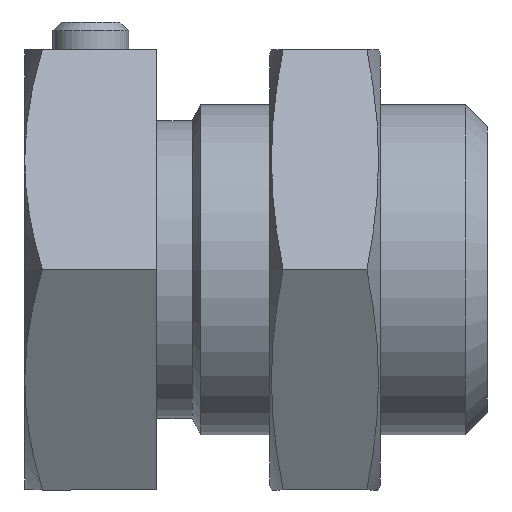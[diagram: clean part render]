
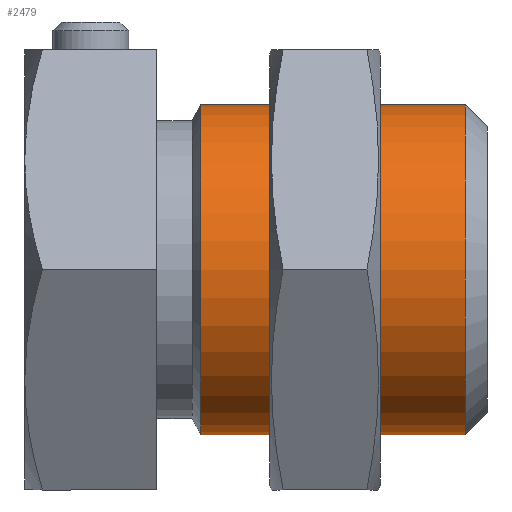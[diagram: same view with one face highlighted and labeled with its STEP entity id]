
A CAD part, left-side view. The second image highlights one B-rep face of the part: STEP entity #2479.
In plain terms, the highlighted cylindrical face has radius 4.763 mm (diameter 9.525 mm), a partial arc.
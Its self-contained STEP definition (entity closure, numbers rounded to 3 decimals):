
#283 = DIRECTION ( 'NONE',  ( 0., 0., 1. ) ) ;
#284 = AXIS2_PLACEMENT_3D ( 'NONE', #293, #294, #283 ) ;
#285 = CIRCLE ( 'NONE', #284, 4.763 ) ;
#293 = CARTESIAN_POINT ( 'NONE',  ( 0., -6.032, 0. ) ) ;
#294 = DIRECTION ( 'NONE',  ( 0., 1., 0. ) ) ;
#405 = CARTESIAN_POINT ( 'NONE',  ( 0., -6.032, 4.763 ) ) ;
#511 = LINE ( 'NONE', #537, #568 ) ;
#520 = DIRECTION ( 'NONE',  ( 0., 1., 0. ) ) ;
#537 = CARTESIAN_POINT ( 'NONE',  ( 0., 6.667, -4.763 ) ) ;
#551 = CARTESIAN_POINT ( 'NONE',  ( 0., 1.588, -4.763 ) ) ;
#568 = VECTOR ( 'NONE', #520, 1000. ) ;
#841 = CARTESIAN_POINT ( 'NONE',  ( 0., 1.588, 0. ) ) ;
#842 = AXIS2_PLACEMENT_3D ( 'NONE', #841, #884, #882 ) ;
#843 = CIRCLE ( 'NONE', #842, 4.763 ) ;
#882 = DIRECTION ( 'NONE',  ( 0., 0., 1. ) ) ;
#884 = DIRECTION ( 'NONE',  ( 0., 1., 0. ) ) ;
#2120 = DIRECTION ( 'NONE',  ( 0., 0., 1. ) ) ;
#2125 = FACE_OUTER_BOUND ( 'NONE', #2535, .T. ) ;
#2163 = DIRECTION ( 'NONE',  ( 0., 1., 0. ) ) ;
#2168 = CARTESIAN_POINT ( 'NONE',  ( 0., 6.667, 0. ) ) ;
#2169 = AXIS2_PLACEMENT_3D ( 'NONE', #2168, #2163, #2120 ) ;
#2172 = CYLINDRICAL_SURFACE ( 'NONE', #2169, 4.763 ) ;
#2251 = CARTESIAN_POINT ( 'NONE',  ( 0., -6.032, -4.763 ) ) ;
#2282 = LINE ( 'NONE', #2289, #2287 ) ;
#2287 = VECTOR ( 'NONE', #2288, 1000. ) ;
#2288 = DIRECTION ( 'NONE',  ( 0., 1., 0. ) ) ;
#2289 = CARTESIAN_POINT ( 'NONE',  ( 0., 6.667, 4.763 ) ) ;
#2294 = CARTESIAN_POINT ( 'NONE',  ( 0., 1.588, 4.763 ) ) ;
#2327 = EDGE_CURVE ( 'NONE', #2347, #2330, #2282, .T. ) ;
#2330 = VERTEX_POINT ( 'NONE', #2294 ) ;
#2344 = VERTEX_POINT ( 'NONE', #2251 ) ;
#2347 = VERTEX_POINT ( 'NONE', #405 ) ;
#2373 = VERTEX_POINT ( 'NONE', #551 ) ;
#2374 = EDGE_CURVE ( 'NONE', #2344, #2373, #511, .T. ) ;
#2429 = EDGE_CURVE ( 'NONE', #2373, #2330, #843, .T. ) ;
#2438 = ORIENTED_EDGE ( 'NONE', *, *, #2327, .T. ) ;
#2479 = ADVANCED_FACE ( 'NONE', ( #2125 ), #2172, .T. ) ;
#2535 = EDGE_LOOP ( 'NONE', ( #2576, #2577, #2438, #2603 ) ) ;
#2576 = ORIENTED_EDGE ( 'NONE', *, *, #2374, .F. ) ;
#2577 = ORIENTED_EDGE ( 'NONE', *, *, #2602, .T. ) ;
#2602 = EDGE_CURVE ( 'NONE', #2344, #2347, #285, .T. ) ;
#2603 = ORIENTED_EDGE ( 'NONE', *, *, #2429, .F. ) ;
